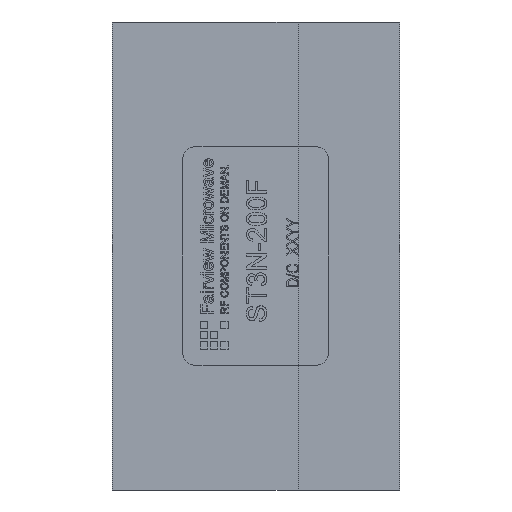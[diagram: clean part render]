
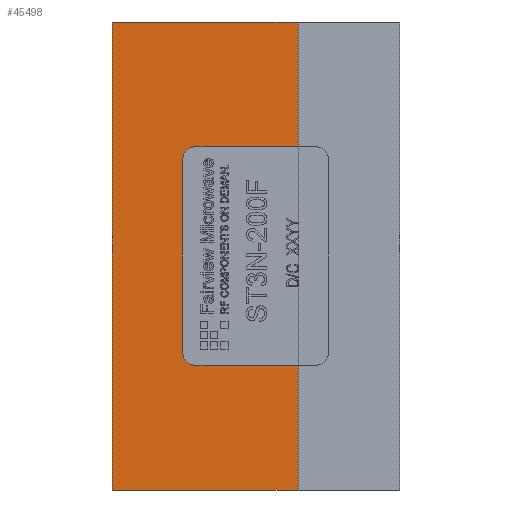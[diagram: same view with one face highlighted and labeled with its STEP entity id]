
A CAD part, left-side view. The second image highlights one B-rep face of the part: STEP entity #45498.
In plain terms, the highlighted planar face has unit normal (-1, 0, 0).
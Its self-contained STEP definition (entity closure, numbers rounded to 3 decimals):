
#729 = ORIENTED_EDGE ( 'NONE', *, *, #44366, .T. ) ;
#3517 = VERTEX_POINT ( 'NONE', #8848 ) ;
#5973 = LINE ( 'NONE', #20899, #19464 ) ;
#6550 = CARTESIAN_POINT ( 'NONE',  ( -109.982, 38.89, -49. ) ) ;
#8848 = CARTESIAN_POINT ( 'NONE',  ( -109.982, 0., -49. ) ) ;
#10260 = VERTEX_POINT ( 'NONE', #15562 ) ;
#11261 = PLANE ( 'NONE',  #22668 ) ;
#14917 = VECTOR ( 'NONE', #50819, 1000. ) ;
#15363 = DIRECTION ( 'NONE',  ( 0., -1., 0. ) ) ;
#15374 = DIRECTION ( 'NONE',  ( 1., 0., 0. ) ) ;
#15562 = CARTESIAN_POINT ( 'NONE',  ( -109.982, 38.89, 49. ) ) ;
#15695 = ORIENTED_EDGE ( 'NONE', *, *, #32724, .F. ) ;
#17390 = LINE ( 'NONE', #40016, #14917 ) ;
#19311 = CARTESIAN_POINT ( 'NONE',  ( -109.982, 38.89, 49. ) ) ;
#19464 = VECTOR ( 'NONE', #30164, 1000. ) ;
#20899 = CARTESIAN_POINT ( 'NONE',  ( -109.982, 0., 49. ) ) ;
#22668 = AXIS2_PLACEMENT_3D ( 'NONE', #19311, #15374, #42639 ) ;
#25913 = EDGE_LOOP ( 'NONE', ( #46856, #15695, #32448, #729 ) ) ;
#27166 = CARTESIAN_POINT ( 'NONE',  ( -109.982, 0., 49. ) ) ;
#27322 = FACE_OUTER_BOUND ( 'NONE', #25913, .T. ) ;
#29228 = LINE ( 'NONE', #34932, #33517 ) ;
#29362 = DIRECTION ( 'NONE',  ( 0., 0., -1. ) ) ;
#29881 = CARTESIAN_POINT ( 'NONE',  ( -109.982, 38.89, 49. ) ) ;
#30164 = DIRECTION ( 'NONE',  ( 0., 0., -1. ) ) ;
#32448 = ORIENTED_EDGE ( 'NONE', *, *, #38561, .T. ) ;
#32724 = EDGE_CURVE ( 'NONE', #10260, #40325, #17390, .T. ) ;
#33016 = VECTOR ( 'NONE', #29362, 1000. ) ;
#33517 = VECTOR ( 'NONE', #15363, 1000. ) ;
#34932 = CARTESIAN_POINT ( 'NONE',  ( -109.982, 38.89, -49. ) ) ;
#34956 = VERTEX_POINT ( 'NONE', #6550 ) ;
#36716 = LINE ( 'NONE', #29881, #33016 ) ;
#38561 = EDGE_CURVE ( 'NONE', #10260, #34956, #36716, .T. ) ;
#39025 = EDGE_CURVE ( 'NONE', #40325, #3517, #5973, .T. ) ;
#40016 = CARTESIAN_POINT ( 'NONE',  ( -109.982, 38.89, 49. ) ) ;
#40325 = VERTEX_POINT ( 'NONE', #27166 ) ;
#42639 = DIRECTION ( 'NONE',  ( 0., 0., -1. ) ) ;
#44366 = EDGE_CURVE ( 'NONE', #34956, #3517, #29228, .T. ) ;
#45498 = ADVANCED_FACE ( 'NONE', ( #27322 ), #11261, .F. ) ;
#46856 = ORIENTED_EDGE ( 'NONE', *, *, #39025, .F. ) ;
#50819 = DIRECTION ( 'NONE',  ( 0., -1., 0. ) ) ;
